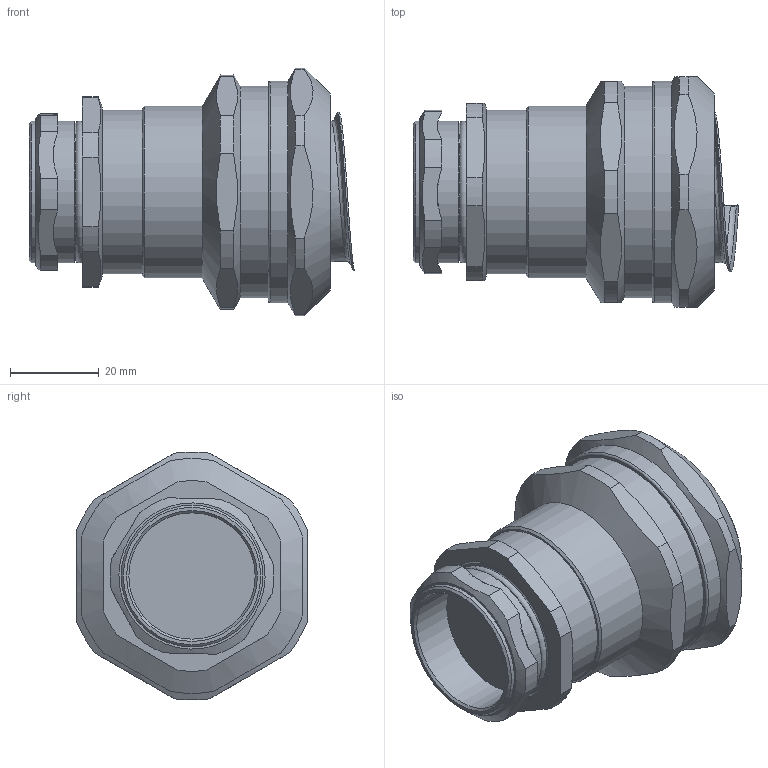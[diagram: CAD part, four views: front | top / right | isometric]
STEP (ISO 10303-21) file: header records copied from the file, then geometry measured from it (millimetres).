
FILE_DESCRIPTION(/* description */ ('','CAx-IF Rec.Pracs.---Representation and Presentation of Product Manufacturing Information (PMI)---4.0---2014-10-13'),/* implementation_level */ '2;1');
FILE_NAME(/* name */ 'ЗЭТАРУС ВК-M32-25-МР32.stp',/* time_stamp */ '2022-11-16T08:28:53+07:00',/* author */ ('zeta-09'),/* organization */ (''),/* preprocessor_version */ 'ST-DEVELOPER v18.1',/* originating_system */ 'Autodesk Inventor 2021',/* authorisation */ '');
FILE_SCHEMA (('AP242_MANAGED_MODEL_BASED_3D_ENGINEERING_MIM_LF { 1 0 10303 442 1 1 4 }'));
Length unit declared in the file: millimetre
Products named in the file (1): Деталь3
Bounding box: 73.44 x 52 x 55.94 mm (x, y, z)
Volume: 90950.4 mm3; surface area: 17929.3 mm2
Topology: 1 solids, 3 shells, 97 faces, 238 edges, 155 vertices
Faces by surface type: plane 37, cylinder 34, cone 17, bspline 6, torus 3
Full cylindrical faces by diameter (mm): 28.5 x1, 32 x2, 37 x1, 38.8 x1, 41 x1, 47.8 x1, 50 x1
Entity records: 3541 total; most frequent: CARTESIAN_POINT 1115, DIRECTION 478, ORIENTED_EDGE 474, EDGE_CURVE 238, AXIS2_PLACEMENT_3D 202, VERTEX_POINT 155, EDGE_LOOP 107, STYLED_ITEM 97
